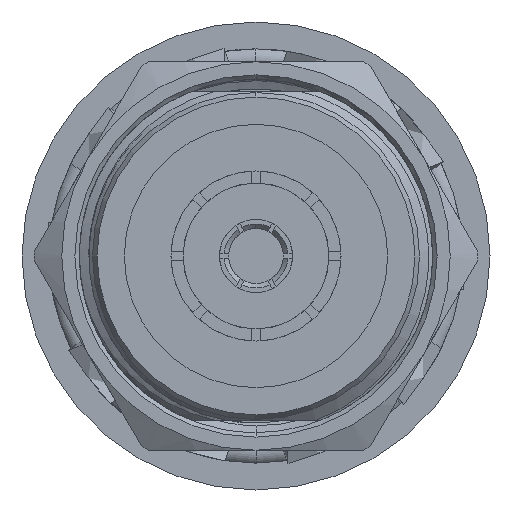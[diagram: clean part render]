
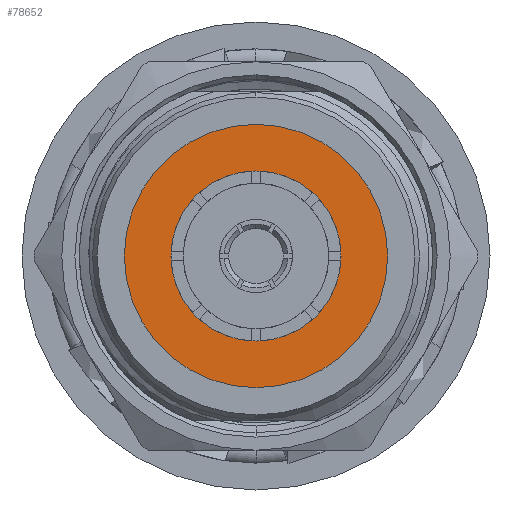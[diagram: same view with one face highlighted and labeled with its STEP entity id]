
A CAD part, left-side view. The second image highlights one B-rep face of the part: STEP entity #78652.
In plain terms, the highlighted planar face has unit normal (-1, 0, 0).
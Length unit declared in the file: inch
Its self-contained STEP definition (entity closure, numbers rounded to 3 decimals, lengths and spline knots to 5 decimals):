
#1069 = EDGE_CURVE ( 'NONE', #43366, #34293, #46874, .T. ) ;
#3601 = VERTEX_POINT ( 'NONE', #40095 ) ;
#5545 = DIRECTION ( 'NONE',  ( 0., 0., 1. ) ) ;
#8998 = EDGE_CURVE ( 'NONE', #34293, #43366, #87707, .T. ) ;
#9268 = CARTESIAN_POINT ( 'NONE',  ( 0.46, 0., -0.29348 ) ) ;
#10451 = DIRECTION ( 'NONE',  ( 0., 0., 1. ) ) ;
#15798 = AXIS2_PLACEMENT_3D ( 'NONE', #39561, #89065, #46677 ) ;
#19044 = DIRECTION ( 'NONE',  ( -1., 0., 0. ) ) ;
#23429 = CARTESIAN_POINT ( 'NONE',  ( 0.46, 0., 0.1895 ) ) ;
#27388 = DIRECTION ( 'NONE',  ( -1., 0., 0. ) ) ;
#34081 = AXIS2_PLACEMENT_3D ( 'NONE', #91516, #76361, #5545 ) ;
#34293 = VERTEX_POINT ( 'NONE', #9268 ) ;
#35988 = AXIS2_PLACEMENT_3D ( 'NONE', #40731, #27388, #90230 ) ;
#38249 = CARTESIAN_POINT ( 'NONE',  ( 0.46, 0., 0. ) ) ;
#39561 = CARTESIAN_POINT ( 'NONE',  ( 0.46, 0., 0. ) ) ;
#39723 = CIRCLE ( 'NONE', #35988, 0.1895 ) ;
#40095 = CARTESIAN_POINT ( 'NONE',  ( 0.46, 0., -0.1895 ) ) ;
#40731 = CARTESIAN_POINT ( 'NONE',  ( 0.46, 0., 0. ) ) ;
#41395 = EDGE_LOOP ( 'NONE', ( #57245, #54727 ) ) ;
#43197 = FACE_OUTER_BOUND ( 'NONE', #41395, .T. ) ;
#43366 = VERTEX_POINT ( 'NONE', #82111 ) ;
#44024 = EDGE_CURVE ( 'NONE', #3601, #60315, #39723, .T. ) ;
#46677 = DIRECTION ( 'NONE',  ( 0., 0., 1. ) ) ;
#46874 = CIRCLE ( 'NONE', #15798, 0.29348 ) ;
#50709 = ORIENTED_EDGE ( 'NONE', *, *, #63098, .F. ) ;
#52521 = ORIENTED_EDGE ( 'NONE', *, *, #44024, .F. ) ;
#54727 = ORIENTED_EDGE ( 'NONE', *, *, #8998, .T. ) ;
#55333 = PLANE ( 'NONE',  #34081 ) ;
#57245 = ORIENTED_EDGE ( 'NONE', *, *, #1069, .T. ) ;
#58701 = FACE_BOUND ( 'NONE', #65523, .T. ) ;
#58742 = AXIS2_PLACEMENT_3D ( 'NONE', #38249, #19044, #90192 ) ;
#59157 = AXIS2_PLACEMENT_3D ( 'NONE', #59332, #60240, #10451 ) ;
#59332 = CARTESIAN_POINT ( 'NONE',  ( 0.46, 0., 0. ) ) ;
#60240 = DIRECTION ( 'NONE',  ( -1., 0., 0. ) ) ;
#60315 = VERTEX_POINT ( 'NONE', #23429 ) ;
#63098 = EDGE_CURVE ( 'NONE', #60315, #3601, #79125, .T. ) ;
#65523 = EDGE_LOOP ( 'NONE', ( #52521, #50709 ) ) ;
#76361 = DIRECTION ( 'NONE',  ( -1., 0., 0. ) ) ;
#78652 = ADVANCED_FACE ( 'NONE', ( #43197, #58701 ), #55333, .T. ) ;
#79125 = CIRCLE ( 'NONE', #58742, 0.1895 ) ;
#82111 = CARTESIAN_POINT ( 'NONE',  ( 0.46, 0., 0.29348 ) ) ;
#87707 = CIRCLE ( 'NONE', #59157, 0.29348 ) ;
#89065 = DIRECTION ( 'NONE',  ( -1., 0., 0. ) ) ;
#90192 = DIRECTION ( 'NONE',  ( 0., 0., 1. ) ) ;
#90230 = DIRECTION ( 'NONE',  ( 0., 0., 1. ) ) ;
#91516 = CARTESIAN_POINT ( 'NONE',  ( 0.46, 0., 0. ) ) ;
